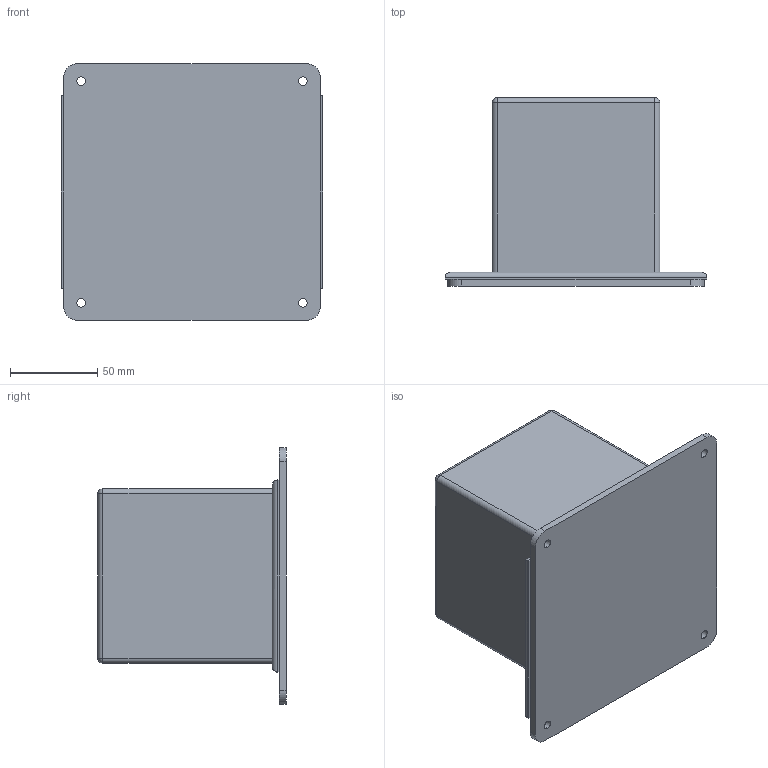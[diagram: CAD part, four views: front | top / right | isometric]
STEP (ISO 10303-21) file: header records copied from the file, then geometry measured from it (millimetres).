
FILE_DESCRIPTION (( 'STEP AP203' ), '1' );
FILE_NAME ('Base_Default_sldprt.STEP', '2023-10-19T05:34:07', ( '' ), ( '' ), 'SwSTEP 2.0', 'SolidWorks 2023', '' );
FILE_SCHEMA (( 'CONFIG_CONTROL_DESIGN' ));
Length unit declared in the file: millimetre
Products named in the file (1): Base_Default_sldprt
Bounding box: 150 x 108 x 147 mm (x, y, z)
Volume: 1108218.4 mm3; surface area: 86218.9 mm2
Topology: 1 solids, 1 shells, 50 faces, 122 edges, 72 vertices
Faces by surface type: cylinder 26, plane 20, sphere 4
Entity records: 1519 total; most frequent: DIRECTION 260, CARTESIAN_POINT 253, ORIENTED_EDGE 236, EDGE_CURVE 118, AXIS2_PLACEMENT_3D 95, VERTEX_POINT 72, VECTOR 70, LINE 70
